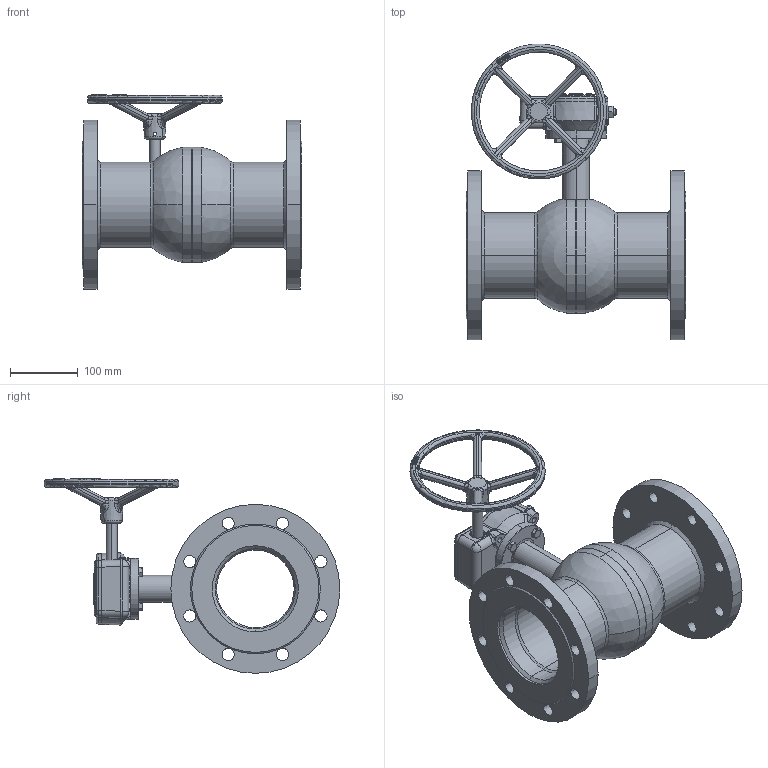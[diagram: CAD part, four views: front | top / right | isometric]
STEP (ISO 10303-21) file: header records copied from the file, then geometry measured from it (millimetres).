
FILE_DESCRIPTION (( 'STEP AP214' ), '1' );
FILE_NAME ('8500416125 480.step', '2025-05-29T08:12:15', ( '' ), ( '' ), 'SwSTEP 2.0', 'SolidWorks 2023', '' );
FILE_SCHEMA (( 'AUTOMOTIVE_DESIGN' ));
Length unit declared in the file: millimetre
Products named in the file (1): 8500416125 480
Bounding box: 325 x 437.43 x 288 mm (x, y, z)
Surface area: 529521.7 mm2 (no closed solid volume)
Topology: 0 solids, 25 shells, 834 faces, 2500 edges, 1601 vertices
Faces by surface type: plane 256, bspline 235, cylinder 162, cone 125, torus 40, sphere 16
Entity records: 47068 total; most frequent: CARTESIAN_POINT 27175, ORIENTED_EDGE 4368, DIRECTION 3603, EDGE_CURVE 2489, VERTEX_POINT 1601, AXIS2_PLACEMENT_3D 1416, EDGE_LOOP 914, ADVANCED_FACE 834
